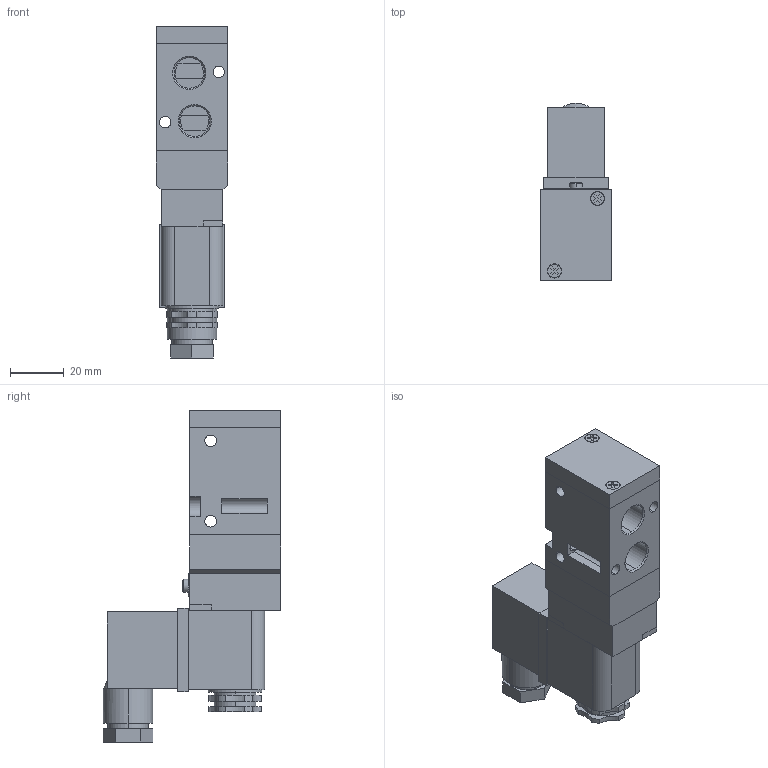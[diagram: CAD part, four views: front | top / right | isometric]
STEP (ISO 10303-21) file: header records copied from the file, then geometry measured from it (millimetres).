
FILE_DESCRIPTION (( 'STEP AP203' ), '1' );
FILE_NAME ('SF4701-IP-SC2-CD2.STEP', '2016-01-05T00:31:44', ( 'yrd8' ), ( '' ), 'SwSTEP 2.0', 'SolidWorks 2008', '' );
FILE_SCHEMA (( 'CONFIG_CONTROL_DESIGN' ));
Length unit declared in the file: millimetre
Products named in the file (6): SF4701-IP-SC2-CD2; SF4600 Body_ル遽; SF4000 Pilot_ル遽; SF 4000 SEMY_ル遽; CN2_ル遽; SF 4000 BODY COVER_ル遽
Assembly tree (5 placements, depth 2):
  SF4701-IP-SC2-CD2
    SF4600 Body_ル遽
    SF4000 Pilot_ル遽
    CN2_ル遽
    SF 4000 SEMY_ル遽
    SF 4000 BODY COVER_ル遽
Bounding box: 26.5 x 66.2 x 123.8 mm (x, y, z)
Volume: 102314.1 mm3; surface area: 31460.5 mm2
Topology: 5 solids, 5 shells, 358 faces, 867 edges, 560 vertices
Faces by surface type: plane 203, cylinder 106, cone 49
Entity records: 11096 total; most frequent: DIRECTION 1856, CARTESIAN_POINT 1818, ORIENTED_EDGE 1734, EDGE_CURVE 867, AXIS2_PLACEMENT_3D 624, VECTOR 608, LINE 608, VERTEX_POINT 560
